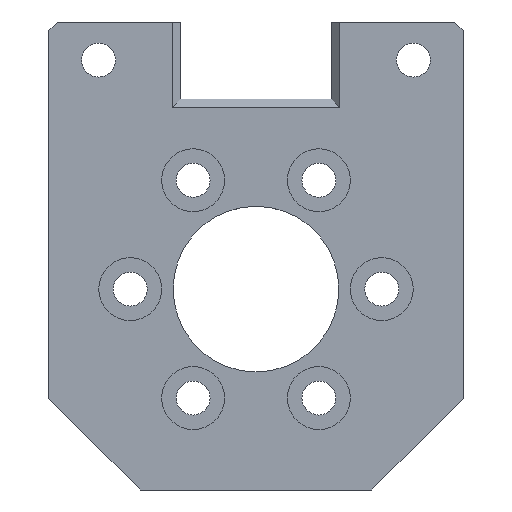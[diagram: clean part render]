
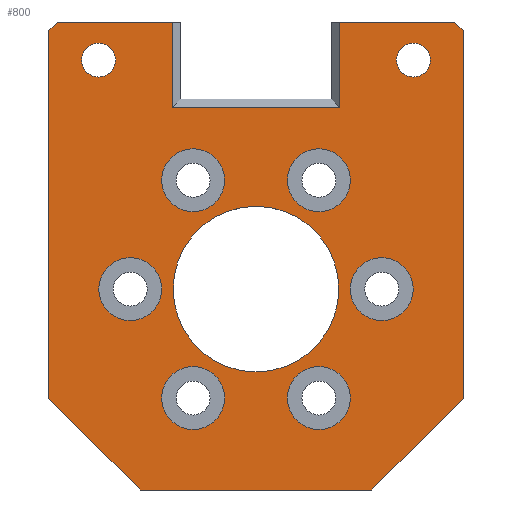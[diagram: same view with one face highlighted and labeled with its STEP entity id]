
A CAD part, left-side view. The second image highlights one B-rep face of the part: STEP entity #800.
In plain terms, the highlighted planar face has unit normal (-1, 0, 0).
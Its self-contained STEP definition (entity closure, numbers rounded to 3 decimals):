
#34=FACE_BOUND('',#178,.T.);
#35=FACE_BOUND('',#179,.T.);
#36=FACE_BOUND('',#180,.T.);
#37=FACE_BOUND('',#181,.T.);
#38=FACE_BOUND('',#182,.T.);
#39=FACE_BOUND('',#183,.T.);
#40=FACE_BOUND('',#184,.T.);
#41=FACE_BOUND('',#185,.T.);
#42=FACE_BOUND('',#186,.T.);
#68=PLANE('',#896);
#113=FACE_OUTER_BOUND('',#177,.T.);
#177=EDGE_LOOP('',(#716,#717,#718,#719,#720,#721,#722,#723,#724,#725,#726,
#727));
#178=EDGE_LOOP('',(#728));
#179=EDGE_LOOP('',(#729));
#180=EDGE_LOOP('',(#730));
#181=EDGE_LOOP('',(#731));
#182=EDGE_LOOP('',(#732));
#183=EDGE_LOOP('',(#733));
#184=EDGE_LOOP('',(#734));
#185=EDGE_LOOP('',(#735));
#186=EDGE_LOOP('',(#736));
#211=LINE('',#1222,#276);
#234=LINE('',#1342,#299);
#236=LINE('',#1346,#301);
#238=LINE('',#1350,#303);
#241=LINE('',#1355,#306);
#242=LINE('',#1358,#307);
#244=LINE('',#1362,#309);
#246=LINE('',#1366,#311);
#249=LINE('',#1371,#314);
#251=LINE('',#1375,#316);
#252=LINE('',#1377,#317);
#253=LINE('',#1379,#318);
#276=VECTOR('',#939,10.);
#299=VECTOR('',#1086,10.);
#301=VECTOR('',#1090,10.);
#303=VECTOR('',#1094,10.);
#306=VECTOR('',#1099,10.);
#307=VECTOR('',#1102,10.);
#309=VECTOR('',#1106,10.);
#311=VECTOR('',#1110,10.);
#314=VECTOR('',#1115,10.);
#316=VECTOR('',#1119,10.);
#317=VECTOR('',#1122,10.);
#318=VECTOR('',#1125,10.);
#347=CIRCLE('',#868,3.8);
#348=CIRCLE('',#870,3.8);
#349=CIRCLE('',#872,3.8);
#350=CIRCLE('',#874,3.8);
#351=CIRCLE('',#876,3.8);
#352=CIRCLE('',#878,3.8);
#353=CIRCLE('',#880,10.);
#354=CIRCLE('',#882,2.05);
#355=CIRCLE('',#884,2.05);
#380=VERTEX_POINT('',#1220);
#381=VERTEX_POINT('',#1221);
#406=VERTEX_POINT('',#1303);
#407=VERTEX_POINT('',#1307);
#408=VERTEX_POINT('',#1311);
#409=VERTEX_POINT('',#1315);
#410=VERTEX_POINT('',#1319);
#411=VERTEX_POINT('',#1323);
#412=VERTEX_POINT('',#1327);
#413=VERTEX_POINT('',#1331);
#414=VERTEX_POINT('',#1335);
#415=VERTEX_POINT('',#1339);
#416=VERTEX_POINT('',#1341);
#417=VERTEX_POINT('',#1345);
#418=VERTEX_POINT('',#1349);
#419=VERTEX_POINT('',#1353);
#420=VERTEX_POINT('',#1357);
#421=VERTEX_POINT('',#1361);
#422=VERTEX_POINT('',#1365);
#423=VERTEX_POINT('',#1369);
#424=VERTEX_POINT('',#1373);
#453=EDGE_CURVE('',#380,#381,#211,.T.);
#490=EDGE_CURVE('',#406,#406,#347,.T.);
#492=EDGE_CURVE('',#407,#407,#348,.T.);
#494=EDGE_CURVE('',#408,#408,#349,.T.);
#496=EDGE_CURVE('',#409,#409,#350,.T.);
#498=EDGE_CURVE('',#410,#410,#351,.T.);
#500=EDGE_CURVE('',#411,#411,#352,.T.);
#502=EDGE_CURVE('',#412,#412,#353,.F.);
#505=EDGE_CURVE('',#413,#413,#354,.T.);
#507=EDGE_CURVE('',#414,#414,#355,.T.);
#509=EDGE_CURVE('',#416,#415,#234,.T.);
#511=EDGE_CURVE('',#417,#416,#236,.F.);
#513=EDGE_CURVE('',#418,#417,#238,.T.);
#516=EDGE_CURVE('',#419,#418,#241,.F.);
#517=EDGE_CURVE('',#419,#420,#242,.T.);
#519=EDGE_CURVE('',#421,#420,#244,.T.);
#521=EDGE_CURVE('',#421,#422,#246,.T.);
#524=EDGE_CURVE('',#422,#423,#249,.T.);
#526=EDGE_CURVE('',#423,#424,#251,.T.);
#527=EDGE_CURVE('',#380,#424,#252,.T.);
#528=EDGE_CURVE('',#415,#381,#253,.F.);
#716=ORIENTED_EDGE('',*,*,#453,.F.);
#717=ORIENTED_EDGE('',*,*,#527,.T.);
#718=ORIENTED_EDGE('',*,*,#526,.F.);
#719=ORIENTED_EDGE('',*,*,#524,.F.);
#720=ORIENTED_EDGE('',*,*,#521,.F.);
#721=ORIENTED_EDGE('',*,*,#519,.T.);
#722=ORIENTED_EDGE('',*,*,#517,.F.);
#723=ORIENTED_EDGE('',*,*,#516,.T.);
#724=ORIENTED_EDGE('',*,*,#513,.T.);
#725=ORIENTED_EDGE('',*,*,#511,.T.);
#726=ORIENTED_EDGE('',*,*,#509,.T.);
#727=ORIENTED_EDGE('',*,*,#528,.T.);
#728=ORIENTED_EDGE('',*,*,#507,.T.);
#729=ORIENTED_EDGE('',*,*,#505,.T.);
#730=ORIENTED_EDGE('',*,*,#502,.T.);
#731=ORIENTED_EDGE('',*,*,#500,.T.);
#732=ORIENTED_EDGE('',*,*,#498,.T.);
#733=ORIENTED_EDGE('',*,*,#496,.T.);
#734=ORIENTED_EDGE('',*,*,#494,.T.);
#735=ORIENTED_EDGE('',*,*,#492,.T.);
#736=ORIENTED_EDGE('',*,*,#490,.T.);
#800=ADVANCED_FACE('',(#113,#34,#35,#36,#37,#38,#39,#40,#41,#42),#68,.T.);
#868=AXIS2_PLACEMENT_3D('',#1304,#1040,#1041);
#870=AXIS2_PLACEMENT_3D('',#1308,#1045,#1046);
#872=AXIS2_PLACEMENT_3D('',#1312,#1050,#1051);
#874=AXIS2_PLACEMENT_3D('',#1316,#1055,#1056);
#876=AXIS2_PLACEMENT_3D('',#1320,#1060,#1061);
#878=AXIS2_PLACEMENT_3D('',#1324,#1065,#1066);
#880=AXIS2_PLACEMENT_3D('',#1328,#1070,#1071);
#882=AXIS2_PLACEMENT_3D('',#1333,#1076,#1077);
#884=AXIS2_PLACEMENT_3D('',#1337,#1081,#1082);
#896=AXIS2_PLACEMENT_3D('',#1380,#1126,#1127);
#939=DIRECTION('',(0.,-0.707,-0.707));
#1040=DIRECTION('center_axis',(1.,0.,0.));
#1041=DIRECTION('ref_axis',(0.,-0.5,0.866));
#1045=DIRECTION('center_axis',(1.,0.,0.));
#1046=DIRECTION('ref_axis',(0.,0.5,0.866));
#1050=DIRECTION('center_axis',(1.,0.,0.));
#1051=DIRECTION('ref_axis',(0.,1.,0.));
#1055=DIRECTION('center_axis',(1.,0.,0.));
#1056=DIRECTION('ref_axis',(0.,0.5,-0.866));
#1060=DIRECTION('center_axis',(1.,0.,0.));
#1061=DIRECTION('ref_axis',(0.,-0.5,-0.866));
#1065=DIRECTION('center_axis',(1.,0.,0.));
#1066=DIRECTION('ref_axis',(0.,-1.,0.));
#1070=DIRECTION('center_axis',(-1.,0.,0.));
#1071=DIRECTION('ref_axis',(0.,0.,1.));
#1076=DIRECTION('center_axis',(1.,0.,0.));
#1077=DIRECTION('ref_axis',(0.,1.,0.));
#1081=DIRECTION('center_axis',(1.,0.,0.));
#1082=DIRECTION('ref_axis',(0.,1.,0.));
#1086=DIRECTION('',(0.,-0.707,0.707));
#1090=DIRECTION('',(0.,1.,0.));
#1094=DIRECTION('',(0.,-0.707,-0.707));
#1099=DIRECTION('',(0.,0.,1.));
#1102=DIRECTION('',(0.,-0.707,0.707));
#1106=DIRECTION('',(0.,1.,0.));
#1110=DIRECTION('',(0.,0.,-1.));
#1115=DIRECTION('',(0.,-1.,0.));
#1119=DIRECTION('',(0.,0.,1.));
#1122=DIRECTION('',(0.,1.,0.));
#1125=DIRECTION('',(0.,0.,-1.));
#1126=DIRECTION('center_axis',(-1.,0.,0.));
#1127=DIRECTION('ref_axis',(0.,0.,1.));
#1220=CARTESIAN_POINT('',(54.8,-24.,47.5));
#1221=CARTESIAN_POINT('',(54.8,-25.,46.5));
#1222=CARTESIAN_POINT('',(54.8,-25.562,45.937));
#1303=CARTESIAN_POINT('',(54.8,9.49,-1.187));
#1304=CARTESIAN_POINT('Origin',(54.8,7.59,2.104));
#1307=CARTESIAN_POINT('',(54.8,-9.49,-1.187));
#1308=CARTESIAN_POINT('Origin',(54.8,-7.59,2.104));
#1311=CARTESIAN_POINT('',(54.8,-18.98,15.25));
#1312=CARTESIAN_POINT('Origin',(54.8,-15.18,15.25));
#1315=CARTESIAN_POINT('',(54.8,-9.49,31.687));
#1316=CARTESIAN_POINT('Origin',(54.8,-7.59,28.396));
#1319=CARTESIAN_POINT('',(54.8,9.49,31.687));
#1320=CARTESIAN_POINT('Origin',(54.8,7.59,28.396));
#1323=CARTESIAN_POINT('',(54.8,18.98,15.25));
#1324=CARTESIAN_POINT('Origin',(54.8,15.18,15.25));
#1327=CARTESIAN_POINT('',(54.8,0.,5.25));
#1328=CARTESIAN_POINT('Origin',(54.8,0.,15.25));
#1331=CARTESIAN_POINT('',(54.8,16.95,42.9));
#1333=CARTESIAN_POINT('Origin',(54.8,19.,42.9));
#1335=CARTESIAN_POINT('',(54.8,-21.05,42.9));
#1337=CARTESIAN_POINT('Origin',(54.8,-19.,42.9));
#1339=CARTESIAN_POINT('',(54.8,-25.,2.));
#1341=CARTESIAN_POINT('',(54.8,-14.,-9.));
#1342=CARTESIAN_POINT('',(54.8,-12.,-11.));
#1345=CARTESIAN_POINT('',(54.8,14.,-9.));
#1346=CARTESIAN_POINT('',(54.8,6.,-9.));
#1349=CARTESIAN_POINT('',(54.8,25.,2.));
#1350=CARTESIAN_POINT('',(54.8,12.,-11.));
#1353=CARTESIAN_POINT('',(54.8,25.,46.5));
#1355=CARTESIAN_POINT('',(54.8,25.,32.875));
#1357=CARTESIAN_POINT('',(54.8,24.,47.5));
#1358=CARTESIAN_POINT('',(54.8,25.562,45.937));
#1361=CARTESIAN_POINT('',(54.8,10.1,47.5));
#1362=CARTESIAN_POINT('',(54.8,-26.,47.5));
#1365=CARTESIAN_POINT('',(54.8,10.1,37.2));
#1366=CARTESIAN_POINT('',(54.8,10.1,32.875));
#1369=CARTESIAN_POINT('',(54.8,-10.1,37.2));
#1371=CARTESIAN_POINT('',(54.8,0.,37.2));
#1373=CARTESIAN_POINT('',(54.8,-10.1,47.5));
#1375=CARTESIAN_POINT('',(54.8,-10.1,32.875));
#1377=CARTESIAN_POINT('',(54.8,-26.,47.5));
#1379=CARTESIAN_POINT('',(54.8,-25.,10.625));
#1380=CARTESIAN_POINT('Origin',(54.8,0.,18.25));
